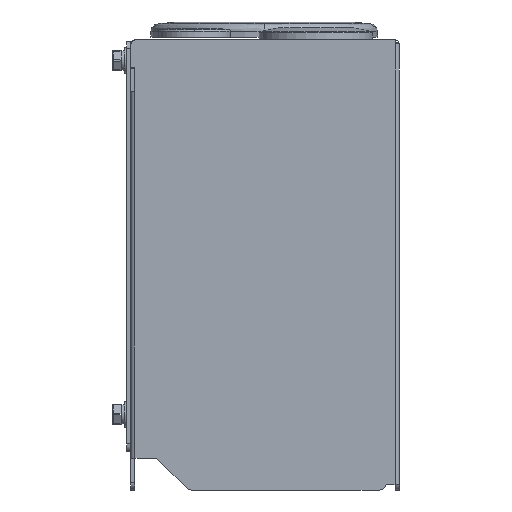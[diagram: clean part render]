
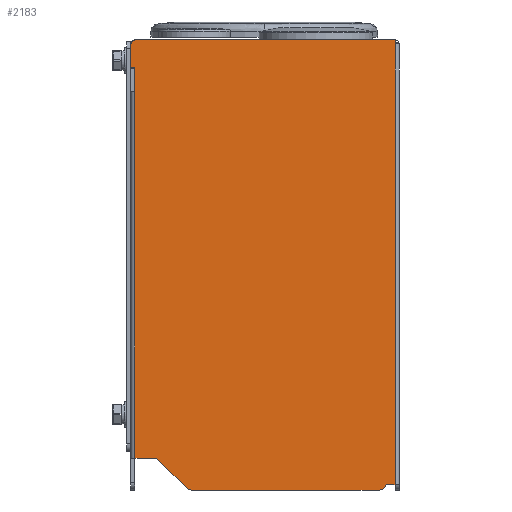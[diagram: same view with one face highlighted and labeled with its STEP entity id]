
A CAD part, left-side view. The second image highlights one B-rep face of the part: STEP entity #2183.
In plain terms, the highlighted planar face has unit normal (-1, 0, 0).
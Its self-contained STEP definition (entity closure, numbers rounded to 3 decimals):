
#601 = LINE ( 'NONE', #9614, #14491 ) ;
#617 = VERTEX_POINT ( 'NONE', #9728 ) ;
#806 = ORIENTED_EDGE ( 'NONE', *, *, #6486, .F. ) ;
#1209 = DIRECTION ( 'NONE',  ( 0., 1., 0. ) ) ;
#1313 = DIRECTION ( 'NONE',  ( 1., 0., 0. ) ) ;
#1546 = CARTESIAN_POINT ( 'NONE',  ( -162.9, 221.157, -11.4 ) ) ;
#1620 = VECTOR ( 'NONE', #5504, 1000. ) ;
#1794 = ORIENTED_EDGE ( 'NONE', *, *, #14757, .F. ) ;
#1824 = VERTEX_POINT ( 'NONE', #3527 ) ;
#2120 = VERTEX_POINT ( 'NONE', #15824 ) ;
#2183 = ADVANCED_FACE ( 'NONE', ( #20287 ), #13972, .F. ) ;
#3527 = CARTESIAN_POINT ( 'NONE',  ( -162.9, 244.8, 149.5 ) ) ;
#3812 = ORIENTED_EDGE ( 'NONE', *, *, #25003, .F. ) ;
#4364 = AXIS2_PLACEMENT_3D ( 'NONE', #5941, #5846, #5659 ) ;
#4530 = CARTESIAN_POINT ( 'NONE',  ( -162.9, 223.279, -13.521 ) ) ;
#4736 = ORIENTED_EDGE ( 'NONE', *, *, #15287, .F. ) ;
#4755 = AXIS2_PLACEMENT_3D ( 'NONE', #21560, #21436, #21361 ) ;
#4984 = ORIENTED_EDGE ( 'NONE', *, *, #14977, .F. ) ;
#5416 = CARTESIAN_POINT ( 'NONE',  ( -162.9, 223.279, -13.521 ) ) ;
#5504 = DIRECTION ( 'NONE',  ( 0., 0.707, 0.707 ) ) ;
#5571 = LINE ( 'NONE', #19073, #24109 ) ;
#5659 = DIRECTION ( 'NONE',  ( 0., 0., 1. ) ) ;
#5846 = DIRECTION ( 'NONE',  ( 1., 0., 0. ) ) ;
#5941 = CARTESIAN_POINT ( 'NONE',  ( -162.9, 242.8, 158.4 ) ) ;
#6055 = AXIS2_PLACEMENT_3D ( 'NONE', #1546, #1313, #1209 ) ;
#6336 = AXIS2_PLACEMENT_3D ( 'NONE', #13762, #13729, #13727 ) ;
#6486 = EDGE_CURVE ( 'NONE', #6797, #12100, #13728, .T. ) ;
#6797 = VERTEX_POINT ( 'NONE', #21065 ) ;
#7020 = ORIENTED_EDGE ( 'NONE', *, *, #11560, .F. ) ;
#7058 = CARTESIAN_POINT ( 'NONE',  ( -162.9, 142.2, -12.4 ) ) ;
#7322 = DIRECTION ( 'NONE',  ( 0., 1., 0. ) ) ;
#7453 = VERTEX_POINT ( 'NONE', #18156 ) ;
#7661 = VECTOR ( 'NONE', #21731, 1000. ) ;
#7663 = DIRECTION ( 'NONE',  ( 0., 1., 0. ) ) ;
#7876 = CARTESIAN_POINT ( 'NONE',  ( -162.9, 142.2, 158.8 ) ) ;
#7944 = CIRCLE ( 'NONE', #4364, 2. ) ;
#8397 = DIRECTION ( 'NONE',  ( 0., -1., 0. ) ) ;
#8501 = CARTESIAN_POINT ( 'NONE',  ( -162.9, 142.2, 160.4 ) ) ;
#9614 = CARTESIAN_POINT ( 'NONE',  ( -162.9, 142.2, 149.5 ) ) ;
#9728 = CARTESIAN_POINT ( 'NONE',  ( -162.9, 244.8, 158.4 ) ) ;
#9812 = CARTESIAN_POINT ( 'NONE',  ( -162.9, 243.2, 149.5 ) ) ;
#10205 = CARTESIAN_POINT ( 'NONE',  ( -162.9, 142.2, -12.4 ) ) ;
#11504 = DIRECTION ( 'NONE',  ( 0., 0., -1. ) ) ;
#11511 = VERTEX_POINT ( 'NONE', #9812 ) ;
#11560 = EDGE_CURVE ( 'NONE', #11511, #1824, #601, .T. ) ;
#11685 = VECTOR ( 'NONE', #20905, 1000. ) ;
#11704 = EDGE_CURVE ( 'NONE', #2120, #14084, #21145, .T. ) ;
#11713 = CARTESIAN_POINT ( 'NONE',  ( -162.9, 145.6, -12.4 ) ) ;
#11728 = VECTOR ( 'NONE', #16990, 1000. ) ;
#12100 = VERTEX_POINT ( 'NONE', #7876 ) ;
#12734 = CARTESIAN_POINT ( 'NONE',  ( -162.9, 242.8, 160.4 ) ) ;
#12742 = ORIENTED_EDGE ( 'NONE', *, *, #15406, .F. ) ;
#13072 = ORIENTED_EDGE ( 'NONE', *, *, #18317, .F. ) ;
#13095 = ORIENTED_EDGE ( 'NONE', *, *, #15368, .F. ) ;
#13366 = CARTESIAN_POINT ( 'NONE',  ( -162.9, 142.2, 117.648 ) ) ;
#13485 = CARTESIAN_POINT ( 'NONE',  ( -162.9, 243.2, -2. ) ) ;
#13674 = VERTEX_POINT ( 'NONE', #19209 ) ;
#13727 = DIRECTION ( 'NONE',  ( 0., 0., -1. ) ) ;
#13728 = LINE ( 'NONE', #13366, #24662 ) ;
#13729 = DIRECTION ( 'NONE',  ( 1., 0., 0. ) ) ;
#13751 = EDGE_CURVE ( 'NONE', #7453, #18703, #21470, .T. ) ;
#13762 = CARTESIAN_POINT ( 'NONE',  ( -162.9, 142.2, 117.648 ) ) ;
#13927 = LINE ( 'NONE', #7058, #16306 ) ;
#13972 = PLANE ( 'NONE',  #6336 ) ;
#13974 = LINE ( 'NONE', #21730, #11685 ) ;
#14084 = VERTEX_POINT ( 'NONE', #4530 ) ;
#14491 = VECTOR ( 'NONE', #7322, 1000. ) ;
#14560 = EDGE_CURVE ( 'NONE', #13674, #11511, #17280, .T. ) ;
#14566 = EDGE_CURVE ( 'NONE', #17364, #16278, #17218, .T. ) ;
#14757 = EDGE_CURVE ( 'NONE', #1824, #617, #5571, .T. ) ;
#14903 = CARTESIAN_POINT ( 'NONE',  ( -162.9, 243.2, 117.648 ) ) ;
#14954 = DIRECTION ( 'NONE',  ( 0., 0., 1. ) ) ;
#14977 = EDGE_CURVE ( 'NONE', #16278, #2120, #15744, .T. ) ;
#15084 = EDGE_CURVE ( 'NONE', #18703, #13674, #24742, .T. ) ;
#15287 = EDGE_CURVE ( 'NONE', #21488, #6797, #15451, .T. ) ;
#15307 = EDGE_LOOP ( 'NONE', ( #7020, #17978, #18769, #20533, #3812, #25103, #4984, #21527, #13095, #13072, #806, #4736, #12742, #1794 ) ) ;
#15368 = EDGE_CURVE ( 'NONE', #21716, #17364, #13927, .T. ) ;
#15406 = EDGE_CURVE ( 'NONE', #617, #21488, #7944, .T. ) ;
#15451 = LINE ( 'NONE', #8501, #17915 ) ;
#15744 = LINE ( 'NONE', #17041, #11728 ) ;
#15824 = CARTESIAN_POINT ( 'NONE',  ( -162.9, 221.157, -14.4 ) ) ;
#16278 = VERTEX_POINT ( 'NONE', #17948 ) ;
#16297 = DIRECTION ( 'NONE',  ( 0., 1., 0. ) ) ;
#16306 = VECTOR ( 'NONE', #7663, 1000. ) ;
#16441 = CARTESIAN_POINT ( 'NONE',  ( -162.9, 142.2, -2. ) ) ;
#16990 = DIRECTION ( 'NONE',  ( 0., 1., 0. ) ) ;
#17041 = CARTESIAN_POINT ( 'NONE',  ( -162.9, 142.2, -14.4 ) ) ;
#17218 = CIRCLE ( 'NONE', #4755, 3. ) ;
#17280 = LINE ( 'NONE', #21801, #7661 ) ;
#17364 = VERTEX_POINT ( 'NONE', #11713 ) ;
#17915 = VECTOR ( 'NONE', #8397, 1000. ) ;
#17948 = CARTESIAN_POINT ( 'NONE',  ( -162.9, 148.428, -14.4 ) ) ;
#17978 = ORIENTED_EDGE ( 'NONE', *, *, #14560, .F. ) ;
#18156 = CARTESIAN_POINT ( 'NONE',  ( -162.9, 234.8, -2. ) ) ;
#18317 = EDGE_CURVE ( 'NONE', #12100, #21716, #13974, .T. ) ;
#18685 = DIRECTION ( 'NONE',  ( 0., 0., 1. ) ) ;
#18703 = VERTEX_POINT ( 'NONE', #13485 ) ;
#18769 = ORIENTED_EDGE ( 'NONE', *, *, #15084, .F. ) ;
#19073 = CARTESIAN_POINT ( 'NONE',  ( -162.9, 244.8, 117.648 ) ) ;
#19209 = CARTESIAN_POINT ( 'NONE',  ( -162.9, 243.2, 140.2 ) ) ;
#19317 = VECTOR ( 'NONE', #16297, 1000. ) ;
#19699 = VECTOR ( 'NONE', #14954, 1000. ) ;
#20287 = FACE_OUTER_BOUND ( 'NONE', #15307, .T. ) ;
#20533 = ORIENTED_EDGE ( 'NONE', *, *, #13751, .F. ) ;
#20905 = DIRECTION ( 'NONE',  ( 0., 0., -1. ) ) ;
#21065 = CARTESIAN_POINT ( 'NONE',  ( -162.9, 142.2, 160.4 ) ) ;
#21145 = CIRCLE ( 'NONE', #6055, 3. ) ;
#21361 = DIRECTION ( 'NONE',  ( 0., 0., 1. ) ) ;
#21436 = DIRECTION ( 'NONE',  ( 1., 0., 0. ) ) ;
#21470 = LINE ( 'NONE', #16441, #19317 ) ;
#21488 = VERTEX_POINT ( 'NONE', #12734 ) ;
#21527 = ORIENTED_EDGE ( 'NONE', *, *, #14566, .F. ) ;
#21560 = CARTESIAN_POINT ( 'NONE',  ( -162.9, 148.428, -11.4 ) ) ;
#21716 = VERTEX_POINT ( 'NONE', #10205 ) ;
#21730 = CARTESIAN_POINT ( 'NONE',  ( -162.9, 142.2, 158.8 ) ) ;
#21731 = DIRECTION ( 'NONE',  ( 0., 0., 1. ) ) ;
#21801 = CARTESIAN_POINT ( 'NONE',  ( -162.9, 243.2, 117.648 ) ) ;
#24109 = VECTOR ( 'NONE', #18685, 1000. ) ;
#24221 = LINE ( 'NONE', #5416, #1620 ) ;
#24662 = VECTOR ( 'NONE', #11504, 1000. ) ;
#24742 = LINE ( 'NONE', #14903, #19699 ) ;
#25003 = EDGE_CURVE ( 'NONE', #14084, #7453, #24221, .T. ) ;
#25103 = ORIENTED_EDGE ( 'NONE', *, *, #11704, .F. ) ;
